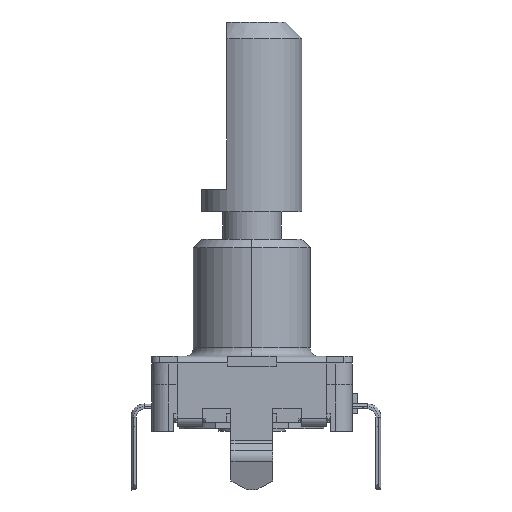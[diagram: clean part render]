
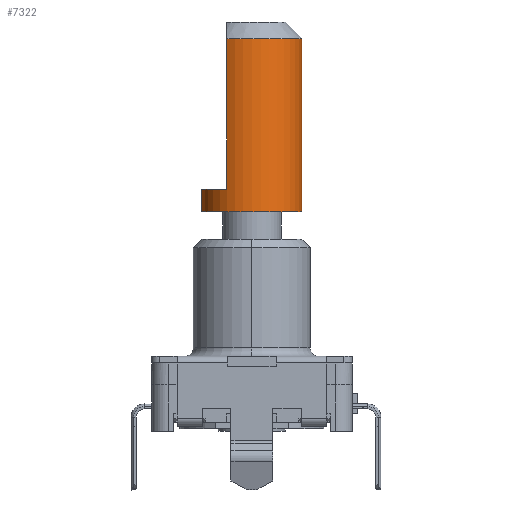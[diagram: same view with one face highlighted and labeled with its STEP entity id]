
A CAD part, left-side view. The second image highlights one B-rep face of the part: STEP entity #7322.
In plain terms, the highlighted cylindrical face has radius 3 mm (diameter 6 mm), a partial arc.
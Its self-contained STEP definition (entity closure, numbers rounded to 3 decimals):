
#144 = DIRECTION ( 'NONE',  ( 0., -1., 0. ) ) ;
#170 = DIRECTION ( 'NONE',  ( 0., 0., -1. ) ) ;
#271 = CARTESIAN_POINT ( 'NONE',  ( 0., 0., -10.9 ) ) ;
#1300 = CARTESIAN_POINT ( 'NONE',  ( 0., -3., -19.9 ) ) ;
#1347 = CARTESIAN_POINT ( 'NONE',  ( 2.598, 1.5, -19.9 ) ) ;
#1363 = CARTESIAN_POINT ( 'NONE',  ( 0., 3., -9.55 ) ) ;
#1366 = CARTESIAN_POINT ( 'NONE',  ( 0., 3., -10.9 ) ) ;
#1788 = EDGE_CURVE ( 'NONE', #11471, #4005, #18299, .T. ) ;
#1926 = EDGE_CURVE ( 'NONE', #11421, #11373, #14450, .T. ) ;
#1964 = EDGE_CURVE ( 'NONE', #11512, #11501, #14324, .T. ) ;
#2057 = EDGE_CURVE ( 'NONE', #4005, #11373, #13187, .T. ) ;
#2198 = EDGE_CURVE ( 'NONE', #11421, #11512, #13165, .T. ) ;
#2254 = EDGE_CURVE ( 'NONE', #11471, #11501, #11052, .T. ) ;
#3296 = AXIS2_PLACEMENT_3D ( 'NONE', #4579, #4593, #4656 ) ;
#4005 = VERTEX_POINT ( 'NONE', #12437 ) ;
#4579 = CARTESIAN_POINT ( 'NONE',  ( 0., 0., 1.981 ) ) ;
#4593 = DIRECTION ( 'NONE',  ( 0., 0., 1. ) ) ;
#4656 = DIRECTION ( 'NONE',  ( 0., 1., 0. ) ) ;
#6889 = DIRECTION ( 'NONE',  ( 0., 0., 1. ) ) ;
#6983 = DIRECTION ( 'NONE',  ( 0., 1., 0. ) ) ;
#6989 = DIRECTION ( 'NONE',  ( 0., 0., 1. ) ) ;
#6996 = CARTESIAN_POINT ( 'NONE',  ( 0., 0., -9.55 ) ) ;
#7200 = DIRECTION ( 'NONE',  ( 0., 1., 0. ) ) ;
#7295 = CARTESIAN_POINT ( 'NONE',  ( 0., 0., -19.9 ) ) ;
#7322 = ADVANCED_FACE ( 'NONE', ( #11146 ), #11147, .T. ) ;
#7694 = CARTESIAN_POINT ( 'NONE',  ( 0., -3., -9.55 ) ) ;
#10054 = EDGE_LOOP ( 'NONE', ( #10304, #10311, #10461, #10420, #10067, #10059 ) ) ;
#10059 = ORIENTED_EDGE ( 'NONE', *, *, #1964, .F. ) ;
#10067 = ORIENTED_EDGE ( 'NONE', *, *, #2254, .T. ) ;
#10304 = ORIENTED_EDGE ( 'NONE', *, *, #2198, .F. ) ;
#10311 = ORIENTED_EDGE ( 'NONE', *, *, #1926, .T. ) ;
#10420 = ORIENTED_EDGE ( 'NONE', *, *, #1788, .F. ) ;
#10461 = ORIENTED_EDGE ( 'NONE', *, *, #2057, .F. ) ;
#11052 = LINE ( 'NONE', #16219, #11072 ) ;
#11072 = VECTOR ( 'NONE', #16218, 1000. ) ;
#11146 = FACE_OUTER_BOUND ( 'NONE', #10054, .T. ) ;
#11147 = CYLINDRICAL_SURFACE ( 'NONE', #3296, 3. ) ;
#11202 = VECTOR ( 'NONE', #12656, 1000. ) ;
#11373 = VERTEX_POINT ( 'NONE', #1347 ) ;
#11421 = VERTEX_POINT ( 'NONE', #1300 ) ;
#11471 = VERTEX_POINT ( 'NONE', #1366 ) ;
#11501 = VERTEX_POINT ( 'NONE', #1363 ) ;
#11512 = VERTEX_POINT ( 'NONE', #7694 ) ;
#12437 = CARTESIAN_POINT ( 'NONE',  ( 2.598, 1.5, -10.9 ) ) ;
#12656 = DIRECTION ( 'NONE',  ( 0., 0., 1. ) ) ;
#12676 = CARTESIAN_POINT ( 'NONE',  ( 0., -3., 1.981 ) ) ;
#12865 = DIRECTION ( 'NONE',  ( 0., 0., -1. ) ) ;
#12888 = CARTESIAN_POINT ( 'NONE',  ( 2.598, 1.5, -10.9 ) ) ;
#13165 = LINE ( 'NONE', #12676, #11202 ) ;
#13187 = LINE ( 'NONE', #12888, #13190 ) ;
#13190 = VECTOR ( 'NONE', #12865, 1000. ) ;
#13934 = AXIS2_PLACEMENT_3D ( 'NONE', #7295, #6889, #7200 ) ;
#13947 = AXIS2_PLACEMENT_3D ( 'NONE', #6996, #6989, #6983 ) ;
#14186 = AXIS2_PLACEMENT_3D ( 'NONE', #271, #170, #144 ) ;
#14324 = CIRCLE ( 'NONE', #13947, 3. ) ;
#14450 = CIRCLE ( 'NONE', #13934, 3. ) ;
#16218 = DIRECTION ( 'NONE',  ( 0., 0., 1. ) ) ;
#16219 = CARTESIAN_POINT ( 'NONE',  ( 0., 3., 1.981 ) ) ;
#18299 = CIRCLE ( 'NONE', #14186, 3. ) ;
